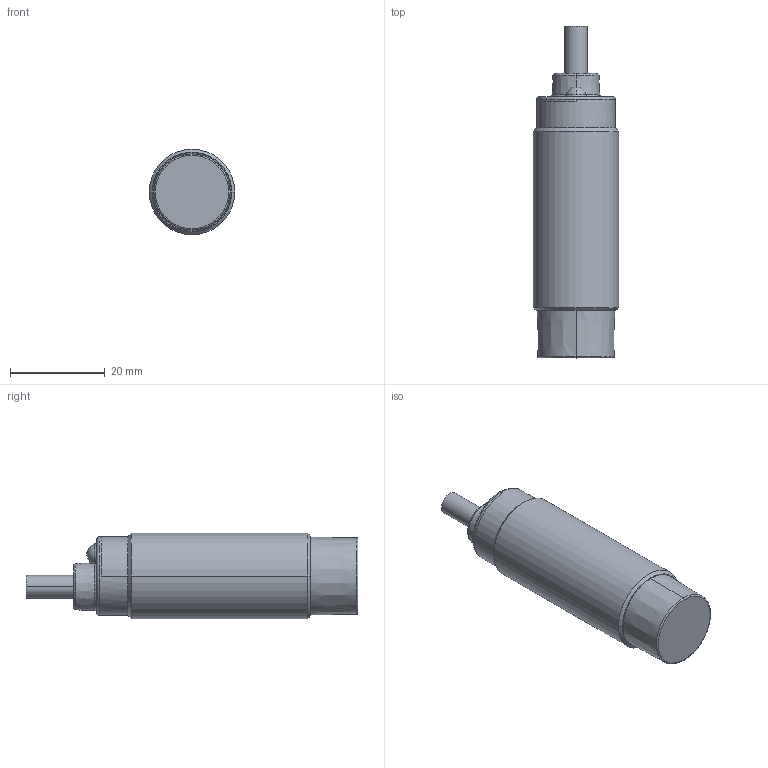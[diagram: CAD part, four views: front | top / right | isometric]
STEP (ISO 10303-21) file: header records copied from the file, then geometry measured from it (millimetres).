
FILE_DESCRIPTION((''),'2;1');
FILE_NAME('DM_CAD-6627_SW0001','2019-03-13T',('creinig-se'),(''),'PRO/ENGINEER BY PARAMETRIC TECHNOLOGY CORPORATION, 2015440','PRO/ENGINEER BY PARAMETRIC TECHNOLOGY CORPORATION, 2015440','');
FILE_SCHEMA(('CONFIG_CONTROL_DESIGN'));
Length unit declared in the file: millimetre
Products named in the file (1): DM_CAD-6627_SW0001
Bounding box: 18 x 69.9 x 18 mm (x, y, z)
Volume: 13610.9 mm3; surface area: 4126.6 mm2
Topology: 1 solids, 1 shells, 61 faces, 210 edges, 204 vertices
Faces by surface type: plane 16, cone 14, cylinder 11, torus 10, bspline 8, sphere 2
Entity records: 3239 total; most frequent: CARTESIAN_POINT 888, DIRECTION 385, ORIENTED_EDGE 314, EDGE_CURVE 157, AXIS2_PLACEMENT_3D 153, PRESENTATION_STYLE_ASSIGNMENT 110, STYLED_ITEM 110, VERTEX_POINT 102
